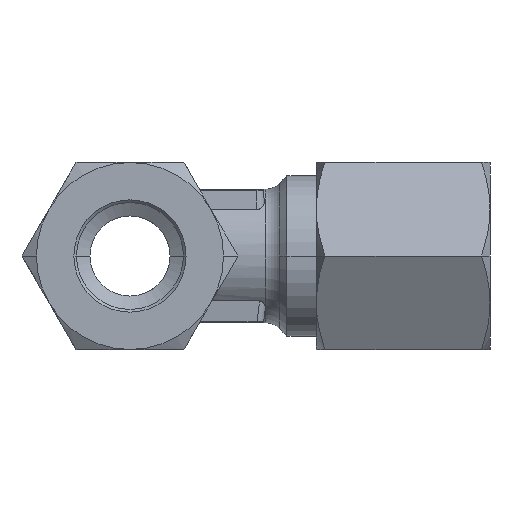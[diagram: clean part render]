
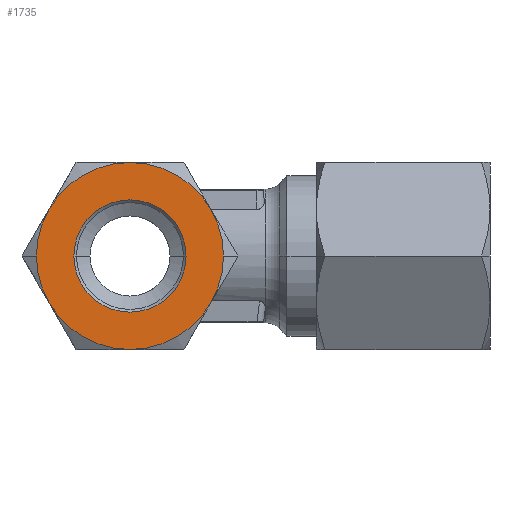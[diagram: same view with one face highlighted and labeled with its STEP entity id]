
A CAD part, left-side view. The second image highlights one B-rep face of the part: STEP entity #1735.
In plain terms, the highlighted planar face has unit normal (-1, 0, 0).
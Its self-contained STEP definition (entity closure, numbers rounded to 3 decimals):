
#1735=ADVANCED_FACE('',(#4243,#4244),#4245,.F.);
#4243=FACE_OUTER_BOUND('',#7766,.T.);
#4244=FACE_BOUND('',#7767,.T.);
#4245=PLANE('',#7768);
#7766=EDGE_LOOP('',(#13270,#13271,#13272,#13273,#13274,#13275,#13276,#13277));
#7767=EDGE_LOOP('',(#13278,#13279));
#7768=AXIS2_PLACEMENT_3D('',#13280,#13281,#13282);
#13270=ORIENTED_EDGE('',*,*,#22309,.T.);
#13271=ORIENTED_EDGE('',*,*,#22310,.T.);
#13272=ORIENTED_EDGE('',*,*,#22311,.F.);
#13273=ORIENTED_EDGE('',*,*,#22312,.F.);
#13274=ORIENTED_EDGE('',*,*,#22313,.T.);
#13275=ORIENTED_EDGE('',*,*,#20990,.T.);
#13276=ORIENTED_EDGE('',*,*,#20942,.F.);
#13277=ORIENTED_EDGE('',*,*,#22314,.F.);
#13278=ORIENTED_EDGE('',*,*,#22315,.F.);
#13279=ORIENTED_EDGE('',*,*,#22316,.F.);
#13280=CARTESIAN_POINT('',(-26.952,0.0,0.0));
#13281=DIRECTION('',(1.0,0.0,-0.0));
#13282=DIRECTION('',(0.0,0.0,1.0));
#20942=EDGE_CURVE('',#24935,#25221,#25222,.T.);
#20990=EDGE_CURVE('',#25301,#25221,#25304,.T.);
#22309=EDGE_CURVE('',#27496,#27497,#27498,.T.);
#22310=EDGE_CURVE('',#27497,#27499,#27500,.T.);
#22311=EDGE_CURVE('',#25703,#27499,#27501,.T.);
#22312=EDGE_CURVE('',#27502,#25703,#27503,.T.);
#22313=EDGE_CURVE('',#27502,#25301,#27504,.T.);
#22314=EDGE_CURVE('',#27496,#24935,#27505,.T.);
#22315=EDGE_CURVE('',#27506,#27507,#27508,.T.);
#22316=EDGE_CURVE('',#27507,#27506,#27509,.T.);
#24935=VERTEX_POINT('',#30960);
#25221=VERTEX_POINT('',#31366);
#25222=CIRCLE('',#31367,7.0);
#25301=VERTEX_POINT('',#31489);
#25304=CIRCLE('',#31502,7.0);
#25703=VERTEX_POINT('',#32132);
#27496=VERTEX_POINT('',#34799);
#27497=VERTEX_POINT('',#34800);
#27498=CIRCLE('',#34801,7.0);
#27499=VERTEX_POINT('',#34802);
#27500=CIRCLE('',#34803,7.0);
#27501=CIRCLE('',#34804,7.0);
#27502=VERTEX_POINT('',#34805);
#27503=CIRCLE('',#34806,7.0);
#27504=CIRCLE('',#34807,7.0);
#27505=CIRCLE('',#34808,7.0);
#27506=VERTEX_POINT('',#34809);
#27507=VERTEX_POINT('',#34810);
#27508=CIRCLE('',#34811,4.2);
#27509=CIRCLE('',#34812,4.2);
#30960=CARTESIAN_POINT('',(-26.952,0.,7.0));
#31366=CARTESIAN_POINT('',(-26.952,-6.062,3.5));
#31367=AXIS2_PLACEMENT_3D('',#39949,#39950,#39951);
#31489=CARTESIAN_POINT('',(-26.952,-7.0,0.));
#31502=AXIS2_PLACEMENT_3D('',#39994,#39995,#39996);
#32132=CARTESIAN_POINT('',(-26.952,0.,-7.0));
#34799=CARTESIAN_POINT('',(-26.952,6.062,3.5));
#34800=CARTESIAN_POINT('',(-26.952,7.0,0.));
#34801=AXIS2_PLACEMENT_3D('',#41493,#41494,#41495);
#34802=CARTESIAN_POINT('',(-26.952,6.062,-3.5));
#34803=AXIS2_PLACEMENT_3D('',#41496,#41497,#41498);
#34804=AXIS2_PLACEMENT_3D('',#41499,#41500,#41501);
#34805=CARTESIAN_POINT('',(-26.952,-6.062,-3.5));
#34806=AXIS2_PLACEMENT_3D('',#41502,#41503,#41504);
#34807=AXIS2_PLACEMENT_3D('',#41505,#41506,#41507);
#34808=AXIS2_PLACEMENT_3D('',#41508,#41509,#41510);
#34809=CARTESIAN_POINT('',(-26.952,-4.2,0.0));
#34810=CARTESIAN_POINT('',(-26.952,4.2,0.));
#34811=AXIS2_PLACEMENT_3D('',#41511,#41512,#41513);
#34812=AXIS2_PLACEMENT_3D('',#41514,#41515,#41516);
#39949=CARTESIAN_POINT('',(-26.952,0.0,0.0));
#39950=DIRECTION('',(1.0,0.0,-0.0));
#39951=DIRECTION('',(0.0,0.0,1.0));
#39994=CARTESIAN_POINT('',(-26.952,0.0,0.0));
#39995=DIRECTION('',(-1.0,-0.0,0.0));
#39996=DIRECTION('',(0.0,-0.866,-0.5));
#41493=CARTESIAN_POINT('',(-26.952,0.0,0.0));
#41494=DIRECTION('',(-1.0,0.0,0.0));
#41495=DIRECTION('',(0.0,0.866,0.5));
#41496=CARTESIAN_POINT('',(-26.952,0.0,0.0));
#41497=DIRECTION('',(-1.0,0.0,0.0));
#41498=DIRECTION('',(0.0,0.866,0.5));
#41499=CARTESIAN_POINT('',(-26.952,0.0,0.0));
#41500=DIRECTION('',(1.0,0.0,0.0));
#41501=DIRECTION('',(0.0,0.,-1.0));
#41502=CARTESIAN_POINT('',(-26.952,0.0,0.0));
#41503=DIRECTION('',(1.0,0.0,0.0));
#41504=DIRECTION('',(0.0,-0.866,-0.5));
#41505=CARTESIAN_POINT('',(-26.952,0.0,0.0));
#41506=DIRECTION('',(-1.0,-0.0,0.0));
#41507=DIRECTION('',(0.0,-0.866,-0.5));
#41508=CARTESIAN_POINT('',(-26.952,0.0,0.0));
#41509=DIRECTION('',(1.0,0.0,-0.0));
#41510=DIRECTION('',(0.0,0.866,0.5));
#41511=CARTESIAN_POINT('',(-26.952,0.,0.0));
#41512=DIRECTION('',(-1.0,0.0,0.0));
#41513=DIRECTION('',(0.0,1.0,0.0));
#41514=CARTESIAN_POINT('',(-26.952,0.,0.0));
#41515=DIRECTION('',(-1.0,0.0,0.0));
#41516=DIRECTION('',(0.0,1.0,0.0));
